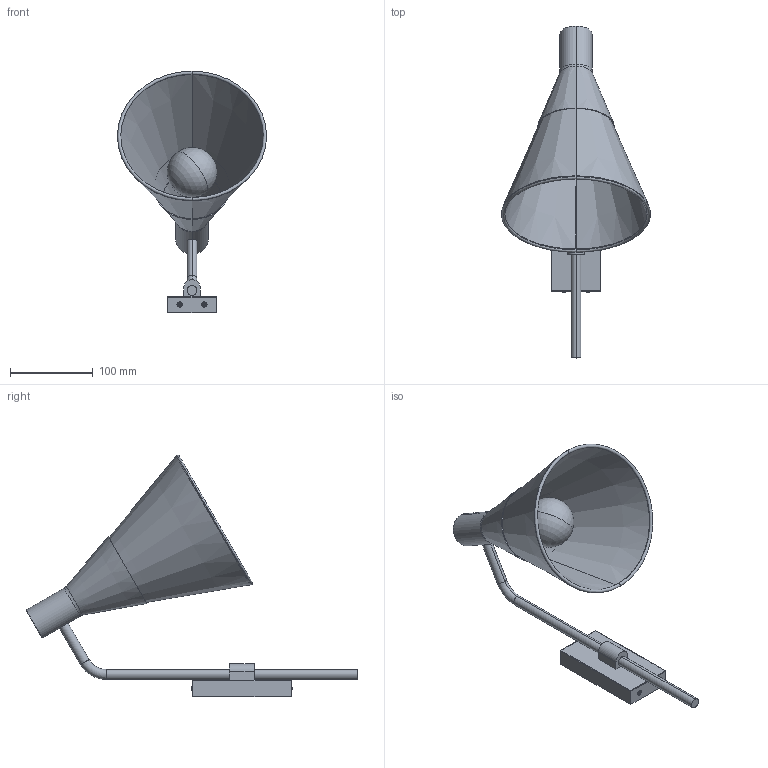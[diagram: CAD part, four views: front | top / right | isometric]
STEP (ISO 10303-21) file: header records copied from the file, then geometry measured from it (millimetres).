
FILE_DESCRIPTION (( 'STEP AP203' ), '1' );
FILE_NAME ('PH 05 W1._exported.step', '2025-02-09T08:58:32', ( '' ), ( '' ), 'SwSTEP 2.0', 'SolidWorks 2023', '' );
FILE_SCHEMA (( 'CONFIG_CONTROL_DESIGN' ));
Length unit declared in the file: millimetre
Products named in the file (1): PH 05 W1._exported
Bounding box: 180 x 400.48 x 291.6 mm (x, y, z)
Surface area: 229500.6 mm2 (no closed solid volume)
Topology: 0 solids, 11 shells, 126 faces, 352 edges, 234 vertices
Faces by surface type: plane 42, cylinder 38, sphere 20, cone 16, torus 10
Entity records: 4110 total; most frequent: DIRECTION 766, CARTESIAN_POINT 739, ORIENTED_EDGE 583, EDGE_CURVE 345, AXIS2_PLACEMENT_3D 306, VERTEX_POINT 231, CIRCLE 179, VECTOR 154
